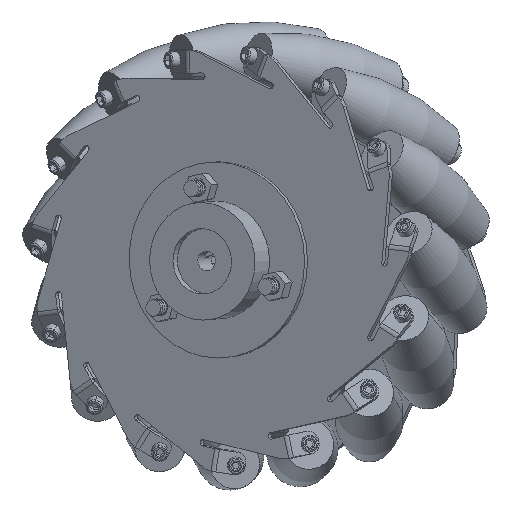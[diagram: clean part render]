
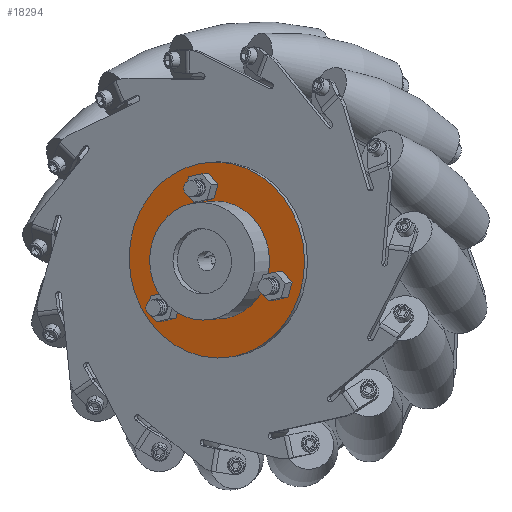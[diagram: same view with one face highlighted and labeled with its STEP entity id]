
A CAD part, isometric view. The second image highlights one B-rep face of the part: STEP entity #18294.
In plain terms, the highlighted face is planar.
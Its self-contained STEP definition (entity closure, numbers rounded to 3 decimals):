
#7 = ORIENTED_EDGE ( 'NONE', *, *, #18912, .F. ) ;
#56 = EDGE_LOOP ( 'NONE', ( #16747, #18669 ) ) ;
#181 = VERTEX_POINT ( 'NONE', #5643 ) ;
#389 = CIRCLE ( 'NONE', #14425, 2.5 ) ;
#602 = CARTESIAN_POINT ( 'NONE',  ( -19.486, 2., 11.25 ) ) ;
#728 = FACE_OUTER_BOUND ( 'NONE', #56, .T. ) ;
#867 = EDGE_CURVE ( 'NONE', #181, #12737, #389, .T. ) ;
#1035 = CARTESIAN_POINT ( 'NONE',  ( 0., 2., 0. ) ) ;
#1545 = CIRCLE ( 'NONE', #7928, 30. ) ;
#1575 = CARTESIAN_POINT ( 'NONE',  ( -19.486, 2., 11.25 ) ) ;
#1795 = CARTESIAN_POINT ( 'NONE',  ( 0., 2., -18. ) ) ;
#2044 = CARTESIAN_POINT ( 'NONE',  ( 0., 2., -22.5 ) ) ;
#2379 = VERTEX_POINT ( 'NONE', #9193 ) ;
#2541 = EDGE_CURVE ( 'NONE', #9546, #18284, #14498, .T. ) ;
#2577 = AXIS2_PLACEMENT_3D ( 'NONE', #602, #11175, #12830 ) ;
#2704 = DIRECTION ( 'NONE',  ( 0., 0., 1. ) ) ;
#3147 = DIRECTION ( 'NONE',  ( 0., 0., 1. ) ) ;
#3184 = VERTEX_POINT ( 'NONE', #7654 ) ;
#3441 = CARTESIAN_POINT ( 'NONE',  ( 0., 2., 0. ) ) ;
#4380 = CIRCLE ( 'NONE', #6632, 30. ) ;
#4498 = DIRECTION ( 'NONE',  ( 0., 1., 0. ) ) ;
#4631 = ORIENTED_EDGE ( 'NONE', *, *, #5591, .F. ) ;
#4771 = DIRECTION ( 'NONE',  ( 0., 0., 1. ) ) ;
#4809 = DIRECTION ( 'NONE',  ( 0., 1., 0. ) ) ;
#5445 = CARTESIAN_POINT ( 'NONE',  ( 0., 2., 0. ) ) ;
#5591 = EDGE_CURVE ( 'NONE', #6983, #9098, #7596, .T. ) ;
#5643 = CARTESIAN_POINT ( 'NONE',  ( 19.486, 2., 13.75 ) ) ;
#6174 = CIRCLE ( 'NONE', #12979, 18. ) ;
#6318 = CARTESIAN_POINT ( 'NONE',  ( 0., 2., -22.5 ) ) ;
#6632 = AXIS2_PLACEMENT_3D ( 'NONE', #3441, #10909, #15638 ) ;
#6875 = FACE_BOUND ( 'NONE', #15780, .T. ) ;
#6978 = DIRECTION ( 'NONE',  ( 0., 0., 1. ) ) ;
#6983 = VERTEX_POINT ( 'NONE', #8955 ) ;
#7060 = CIRCLE ( 'NONE', #14057, 2.5 ) ;
#7097 = ORIENTED_EDGE ( 'NONE', *, *, #2541, .F. ) ;
#7138 = ORIENTED_EDGE ( 'NONE', *, *, #867, .F. ) ;
#7271 = ORIENTED_EDGE ( 'NONE', *, *, #8724, .F. ) ;
#7596 = CIRCLE ( 'NONE', #9887, 2.5 ) ;
#7654 = CARTESIAN_POINT ( 'NONE',  ( 0., 2., 30. ) ) ;
#7699 = ORIENTED_EDGE ( 'NONE', *, *, #19009, .F. ) ;
#7900 = DIRECTION ( 'NONE',  ( 0., 0., 1. ) ) ;
#7928 = AXIS2_PLACEMENT_3D ( 'NONE', #11397, #9868, #6978 ) ;
#8013 = DIRECTION ( 'NONE',  ( 0., 1., 0. ) ) ;
#8201 = CARTESIAN_POINT ( 'NONE',  ( 0., 2., 18. ) ) ;
#8500 = CARTESIAN_POINT ( 'NONE',  ( 0., 2., -20. ) ) ;
#8724 = EDGE_CURVE ( 'NONE', #18284, #9546, #8818, .T. ) ;
#8781 = DIRECTION ( 'NONE',  ( 0., 1., 0. ) ) ;
#8818 = CIRCLE ( 'NONE', #18026, 2.5 ) ;
#8955 = CARTESIAN_POINT ( 'NONE',  ( -19.486, 2., 13.75 ) ) ;
#9098 = VERTEX_POINT ( 'NONE', #17959 ) ;
#9193 = CARTESIAN_POINT ( 'NONE',  ( 0., 2., -30. ) ) ;
#9546 = VERTEX_POINT ( 'NONE', #17201 ) ;
#9765 = ORIENTED_EDGE ( 'NONE', *, *, #10849, .F. ) ;
#9868 = DIRECTION ( 'NONE',  ( 0., 1., 0. ) ) ;
#9887 = AXIS2_PLACEMENT_3D ( 'NONE', #1575, #13598, #3147 ) ;
#10150 = VERTEX_POINT ( 'NONE', #8201 ) ;
#10196 = AXIS2_PLACEMENT_3D ( 'NONE', #1035, #11746, #13255 ) ;
#10849 = EDGE_CURVE ( 'NONE', #17842, #10150, #19354, .T. ) ;
#10909 = DIRECTION ( 'NONE',  ( 0., 1., 0. ) ) ;
#11175 = DIRECTION ( 'NONE',  ( 0., 1., 0. ) ) ;
#11382 = DIRECTION ( 'NONE',  ( 0., 1., 0. ) ) ;
#11397 = CARTESIAN_POINT ( 'NONE',  ( 0., 2., 0. ) ) ;
#11588 = EDGE_LOOP ( 'NONE', ( #7699, #4631 ) ) ;
#11676 = PLANE ( 'NONE',  #10196 ) ;
#11746 = DIRECTION ( 'NONE',  ( 0., 1., 0. ) ) ;
#11799 = EDGE_CURVE ( 'NONE', #12737, #181, #7060, .T. ) ;
#12145 = AXIS2_PLACEMENT_3D ( 'NONE', #2044, #8013, #12642 ) ;
#12334 = FACE_BOUND ( 'NONE', #11588, .T. ) ;
#12386 = CARTESIAN_POINT ( 'NONE',  ( 0., 2., 0. ) ) ;
#12642 = DIRECTION ( 'NONE',  ( 0., 0., 1. ) ) ;
#12737 = VERTEX_POINT ( 'NONE', #19088 ) ;
#12781 = CIRCLE ( 'NONE', #2577, 2.5 ) ;
#12830 = DIRECTION ( 'NONE',  ( 0., 0., 1. ) ) ;
#12979 = AXIS2_PLACEMENT_3D ( 'NONE', #12386, #13875, #7900 ) ;
#13255 = DIRECTION ( 'NONE',  ( 1., 0., 0. ) ) ;
#13598 = DIRECTION ( 'NONE',  ( 0., 1., 0. ) ) ;
#13875 = DIRECTION ( 'NONE',  ( 0., 1., 0. ) ) ;
#14057 = AXIS2_PLACEMENT_3D ( 'NONE', #16570, #4498, #4771 ) ;
#14088 = DIRECTION ( 'NONE',  ( 0., 0., 1. ) ) ;
#14156 = AXIS2_PLACEMENT_3D ( 'NONE', #5445, #11382, #17560 ) ;
#14425 = AXIS2_PLACEMENT_3D ( 'NONE', #14719, #8781, #2704 ) ;
#14498 = CIRCLE ( 'NONE', #12145, 2.5 ) ;
#14591 = EDGE_CURVE ( 'NONE', #3184, #2379, #4380, .T. ) ;
#14719 = CARTESIAN_POINT ( 'NONE',  ( 19.486, 2., 11.25 ) ) ;
#15258 = EDGE_CURVE ( 'NONE', #2379, #3184, #1545, .T. ) ;
#15375 = FACE_BOUND ( 'NONE', #15644, .T. ) ;
#15638 = DIRECTION ( 'NONE',  ( 0., 0., 1. ) ) ;
#15644 = EDGE_LOOP ( 'NONE', ( #18059, #7138 ) ) ;
#15780 = EDGE_LOOP ( 'NONE', ( #7097, #7271 ) ) ;
#16570 = CARTESIAN_POINT ( 'NONE',  ( 19.486, 2., 11.25 ) ) ;
#16747 = ORIENTED_EDGE ( 'NONE', *, *, #15258, .T. ) ;
#17201 = CARTESIAN_POINT ( 'NONE',  ( 0., 2., -25. ) ) ;
#17560 = DIRECTION ( 'NONE',  ( 0., 0., 1. ) ) ;
#17842 = VERTEX_POINT ( 'NONE', #1795 ) ;
#17959 = CARTESIAN_POINT ( 'NONE',  ( -19.486, 2., 8.75 ) ) ;
#18026 = AXIS2_PLACEMENT_3D ( 'NONE', #6318, #4809, #14088 ) ;
#18059 = ORIENTED_EDGE ( 'NONE', *, *, #11799, .F. ) ;
#18284 = VERTEX_POINT ( 'NONE', #8500 ) ;
#18294 = ADVANCED_FACE ( 'NONE', ( #728, #18430, #15375, #6875, #12334 ), #11676, .T. ) ;
#18430 = FACE_BOUND ( 'NONE', #18615, .T. ) ;
#18615 = EDGE_LOOP ( 'NONE', ( #9765, #7 ) ) ;
#18669 = ORIENTED_EDGE ( 'NONE', *, *, #14591, .T. ) ;
#18912 = EDGE_CURVE ( 'NONE', #10150, #17842, #6174, .T. ) ;
#19009 = EDGE_CURVE ( 'NONE', #9098, #6983, #12781, .T. ) ;
#19088 = CARTESIAN_POINT ( 'NONE',  ( 19.486, 2., 8.75 ) ) ;
#19354 = CIRCLE ( 'NONE', #14156, 18. ) ;
